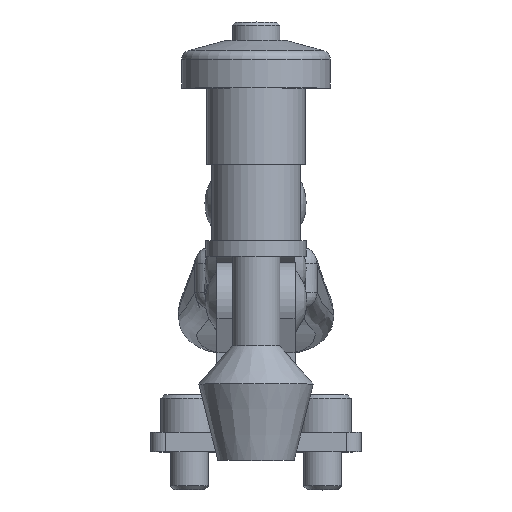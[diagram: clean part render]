
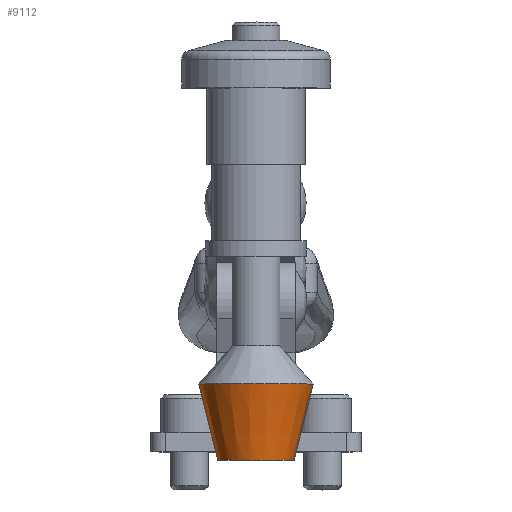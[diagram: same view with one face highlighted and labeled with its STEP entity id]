
A CAD part, top view. The second image highlights one B-rep face of the part: STEP entity #9112.
In plain terms, the highlighted conical face has half-angle 14.036 degrees and reference radius 7.938 mm.
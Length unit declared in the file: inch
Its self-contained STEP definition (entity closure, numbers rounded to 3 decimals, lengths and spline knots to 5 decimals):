
#33=CONICAL_SURFACE('',#9978,0.3125,0.245);
#1325=LINE('',#21522,#2068);
#2068=VECTOR('',#11991,0.3125);
#2941=FACE_OUTER_BOUND('',#3496,.T.);
#3496=EDGE_LOOP('',(#8512,#8513,#8514,#8515));
#3751=CIRCLE('',#9977,0.375);
#3752=CIRCLE('',#9979,0.25);
#4603=VERTEX_POINT('',#21516);
#4604=VERTEX_POINT('',#21520);
#5905=EDGE_CURVE('',#4603,#4603,#3751,.T.);
#5907=EDGE_CURVE('',#4604,#4604,#3752,.T.);
#5908=EDGE_CURVE('',#4604,#4603,#1325,.T.);
#8512=ORIENTED_EDGE('',*,*,#5907,.F.);
#8513=ORIENTED_EDGE('',*,*,#5908,.T.);
#8514=ORIENTED_EDGE('',*,*,#5905,.T.);
#8515=ORIENTED_EDGE('',*,*,#5908,.F.);
#9112=ADVANCED_FACE('',(#2941),#33,.T.);
#9977=AXIS2_PLACEMENT_3D('',#21517,#11984,#11985);
#9978=AXIS2_PLACEMENT_3D('',#21519,#11987,#11988);
#9979=AXIS2_PLACEMENT_3D('',#21521,#11989,#11990);
#11984=DIRECTION('center_axis',(0.,-1.,0.));
#11985=DIRECTION('ref_axis',(1.,0.,0.));
#11987=DIRECTION('center_axis',(0.,1.,0.));
#11988=DIRECTION('ref_axis',(1.,0.,0.));
#11989=DIRECTION('center_axis',(0.,-1.,0.));
#11990=DIRECTION('ref_axis',(1.,0.,0.));
#11991=DIRECTION('',(-0.243,0.97,0.));
#21516=CARTESIAN_POINT('',(-0.375,0.5,0.));
#21517=CARTESIAN_POINT('Origin',(0.,0.5,0.));
#21519=CARTESIAN_POINT('Origin',(0.,0.25,0.));
#21520=CARTESIAN_POINT('',(-0.25,0.,0.));
#21521=CARTESIAN_POINT('Origin',(0.,0.,0.));
#21522=CARTESIAN_POINT('',(-0.3125,0.25,0.));
